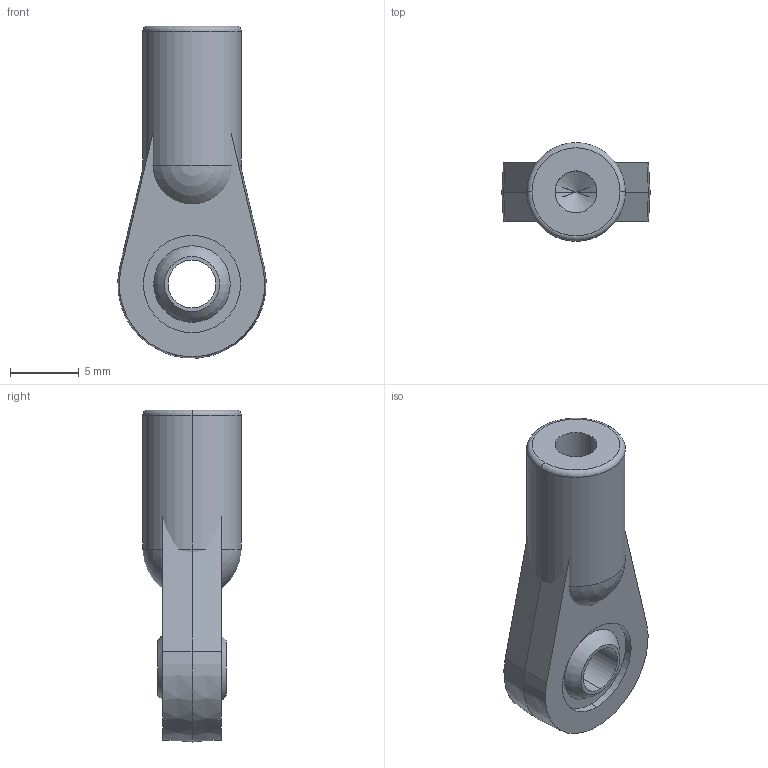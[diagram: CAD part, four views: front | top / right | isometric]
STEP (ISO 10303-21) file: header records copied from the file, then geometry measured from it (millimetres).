
FILE_DESCRIPTION (( 'STEP AP203' ), '1' );
FILE_NAME ('585432 ball linkage.STEP', '2014-10-16T20:28:26', ( 'Kyle' ), ( 'Microsoft' ), 'SwSTEP 2.0', 'SolidWorks 2014', '' );
FILE_SCHEMA (( 'CONFIG_CONTROL_DESIGN' ));
Length unit declared in the file: inch
Products named in the file (3): 585432 linkage; 585432 ball; 585432 ball linkage
Assembly tree (2 placements, depth 2):
  585432 ball linkage
    585432 linkage
    585432 ball
Bounding box: 10.76 x 7.16 x 24.11 mm (x, y, z)
Volume: 927.9 mm3; surface area: 1201 mm2
Topology: 3 solids, 3 shells, 39 faces, 91 edges, 55 vertices
Faces by surface type: plane 13, cylinder 12, cone 6, sphere 6, torus 2
Entity records: 1361 total; most frequent: DIRECTION 208, CARTESIAN_POINT 182, ORIENTED_EDGE 158, AXIS2_PLACEMENT_3D 87, EDGE_CURVE 79, VERTEX_POINT 53, EDGE_LOOP 50, CIRCLE 43
